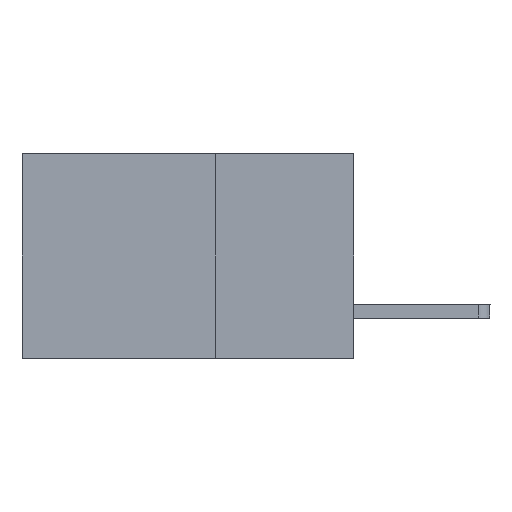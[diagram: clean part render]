
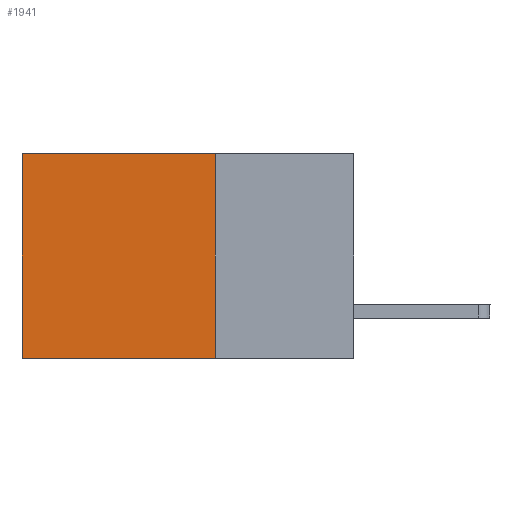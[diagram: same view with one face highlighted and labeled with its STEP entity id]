
A CAD part, left-side view. The second image highlights one B-rep face of the part: STEP entity #1941.
In plain terms, the highlighted planar face has unit normal (-1, 0, 0).
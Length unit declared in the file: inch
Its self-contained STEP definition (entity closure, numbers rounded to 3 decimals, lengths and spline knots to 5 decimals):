
#75 = CARTESIAN_POINT ( 'NONE',  ( 0.2875, 0.25, 0. ) ) ;
#284 = VECTOR ( 'NONE', #12324, 39.37008 ) ;
#1708 = VERTEX_POINT ( 'NONE', #4914 ) ;
#1941 = ADVANCED_FACE ( 'NONE', ( #2002 ), #6705, .F. ) ;
#2002 = FACE_OUTER_BOUND ( 'NONE', #5308, .T. ) ;
#2411 = ORIENTED_EDGE ( 'NONE', *, *, #10051, .T. ) ;
#2437 = LINE ( 'NONE', #75, #5553 ) ;
#3473 = CARTESIAN_POINT ( 'NONE',  ( 0.2875, 0.25, -0.37 ) ) ;
#3898 = EDGE_CURVE ( 'NONE', #11169, #6320, #12084, .T. ) ;
#4025 = CARTESIAN_POINT ( 'NONE',  ( 0.2875, 0.25, 0. ) ) ;
#4077 = LINE ( 'NONE', #10492, #7021 ) ;
#4263 = ORIENTED_EDGE ( 'NONE', *, *, #9659, .T. ) ;
#4383 = DIRECTION ( 'NONE',  ( 0., 0., -1. ) ) ;
#4914 = CARTESIAN_POINT ( 'NONE',  ( 0.2875, 0.25, 0. ) ) ;
#5282 = ORIENTED_EDGE ( 'NONE', *, *, #3898, .F. ) ;
#5308 = EDGE_LOOP ( 'NONE', ( #2411, #5282, #7431, #4263 ) ) ;
#5517 = CARTESIAN_POINT ( 'NONE',  ( 0.2875, 0.6, 0. ) ) ;
#5553 = VECTOR ( 'NONE', #6843, 39.37008 ) ;
#5642 = CARTESIAN_POINT ( 'NONE',  ( 0.2875, 0.25, -0.37 ) ) ;
#6320 = VERTEX_POINT ( 'NONE', #6712 ) ;
#6668 = DIRECTION ( 'NONE',  ( 1., 0., 0. ) ) ;
#6705 = PLANE ( 'NONE',  #11460 ) ;
#6712 = CARTESIAN_POINT ( 'NONE',  ( 0.2875, 0.6, -0.37 ) ) ;
#6843 = DIRECTION ( 'NONE',  ( 0., 1., 0. ) ) ;
#7021 = VECTOR ( 'NONE', #10420, 39.37008 ) ;
#7431 = ORIENTED_EDGE ( 'NONE', *, *, #10179, .F. ) ;
#8172 = VECTOR ( 'NONE', #4383, 39.37008 ) ;
#9094 = LINE ( 'NONE', #10022, #8172 ) ;
#9659 = EDGE_CURVE ( 'NONE', #1708, #12244, #2437, .T. ) ;
#10022 = CARTESIAN_POINT ( 'NONE',  ( 0.2875, 0.6, 0. ) ) ;
#10051 = EDGE_CURVE ( 'NONE', #12244, #6320, #9094, .T. ) ;
#10179 = EDGE_CURVE ( 'NONE', #1708, #11169, #4077, .T. ) ;
#10420 = DIRECTION ( 'NONE',  ( 0., 0., -1. ) ) ;
#10492 = CARTESIAN_POINT ( 'NONE',  ( 0.2875, 0.25, 0. ) ) ;
#10585 = DIRECTION ( 'NONE',  ( 0., 0., -1. ) ) ;
#11169 = VERTEX_POINT ( 'NONE', #3473 ) ;
#11460 = AXIS2_PLACEMENT_3D ( 'NONE', #4025, #6668, #10585 ) ;
#12084 = LINE ( 'NONE', #5642, #284 ) ;
#12244 = VERTEX_POINT ( 'NONE', #5517 ) ;
#12324 = DIRECTION ( 'NONE',  ( 0., 1., 0. ) ) ;
